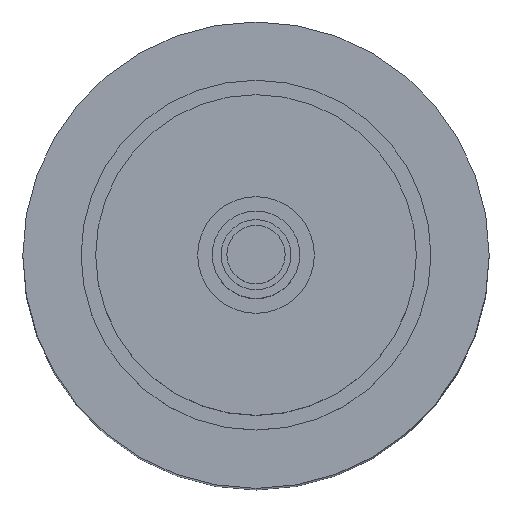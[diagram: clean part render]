
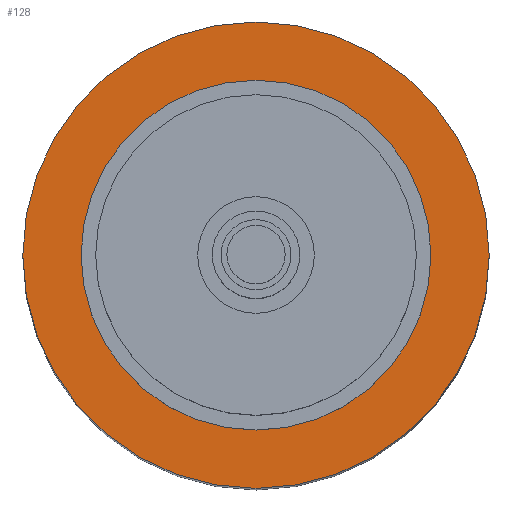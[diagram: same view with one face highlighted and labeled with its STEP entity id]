
A CAD part, top view. The second image highlights one B-rep face of the part: STEP entity #128.
In plain terms, the highlighted planar face has unit normal (0, 0, 1).
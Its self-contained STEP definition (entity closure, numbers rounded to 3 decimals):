
#43=PLANE('',#543);
#128=ADVANCED_FACE('',(#176,#177),#43,.T.);
#176=FACE_BOUND('',#231,.T.);
#177=FACE_BOUND('',#232,.T.);
#231=EDGE_LOOP('',(#343));
#232=EDGE_LOOP('',(#344));
#343=ORIENTED_EDGE('',*,*,#457,.T.);
#344=ORIENTED_EDGE('',*,*,#459,.F.);
#401=VERTEX_POINT('',#815);
#403=VERTEX_POINT('',#820);
#457=EDGE_CURVE('',#401,#401,#489,.T.);
#459=EDGE_CURVE('',#403,#403,#491,.T.);
#489=CIRCLE('',#539,4.);
#491=CIRCLE('',#542,3.);
#539=AXIS2_PLACEMENT_3D('',#814,#664,#665);
#542=AXIS2_PLACEMENT_3D('',#819,#670,#671);
#543=AXIS2_PLACEMENT_3D('',#821,#672,#673);
#664=DIRECTION('',(0.,0.,1.));
#665=DIRECTION('',(0.,-1.,0.));
#670=DIRECTION('',(0.,0.,1.));
#671=DIRECTION('',(0.,-1.,0.));
#672=DIRECTION('',(0.,0.,1.));
#673=DIRECTION('',(-1.,0.,0.));
#814=CARTESIAN_POINT('',(0.,0.,0.));
#815=CARTESIAN_POINT('',(0.,-4.,0.));
#819=CARTESIAN_POINT('',(0.,0.,0.));
#820=CARTESIAN_POINT('',(0.,-3.,0.));
#821=CARTESIAN_POINT('',(0.,-3.5,0.));
